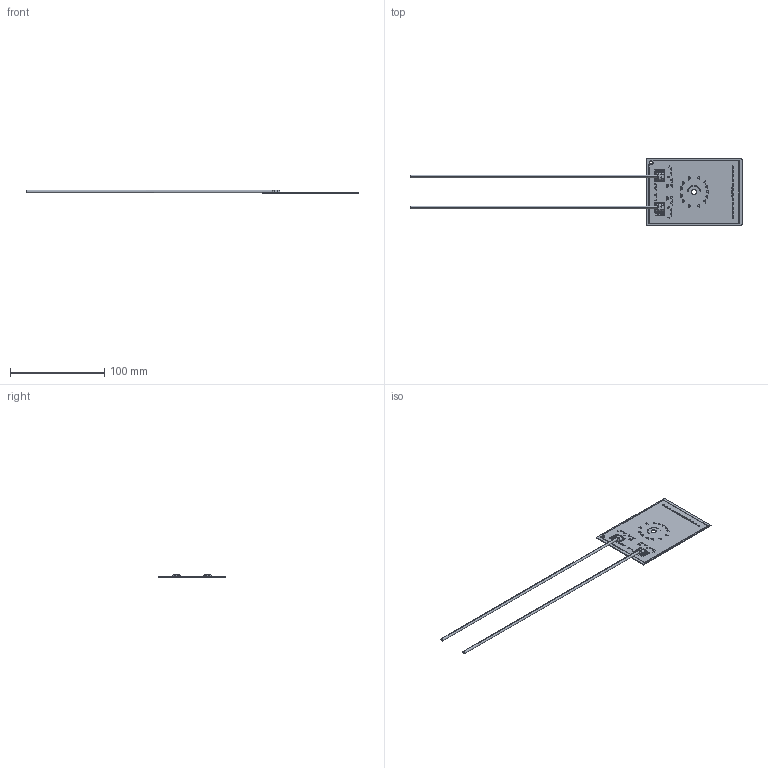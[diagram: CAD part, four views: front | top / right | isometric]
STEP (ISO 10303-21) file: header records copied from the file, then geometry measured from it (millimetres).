
FILE_DESCRIPTION (( 'STEP AP203' ), '1' );
FILE_NAME ('WDBR3-XXXRKLW.STEP', '2015-12-22T08:24:02', ( '' ), ( '' ), 'SwSTEP 2.0', 'SolidWorks 2015', '' );
FILE_SCHEMA (( 'CONFIG_CONTROL_DESIGN' ));
Length unit declared in the file: millimetre
Products named in the file (1): WDBR3-XXXRKLW
Bounding box: 351.6 x 70 x 3.9 mm (x, y, z)
Volume: 10327.8 mm3; surface area: 34835.5 mm2
Topology: 3 solids, 3 shells, 839 faces, 2270 edges, 1495 vertices
Faces by surface type: cylinder 376, plane 351, bspline 112
Entity records: 31625 total; most frequent: CARTESIAN_POINT 10528, ORIENTED_EDGE 4524, DIRECTION 4224, EDGE_CURVE 2262, VERTEX_POINT 1495, AXIS2_PLACEMENT_3D 1463, VECTOR 1298, LINE 1298
